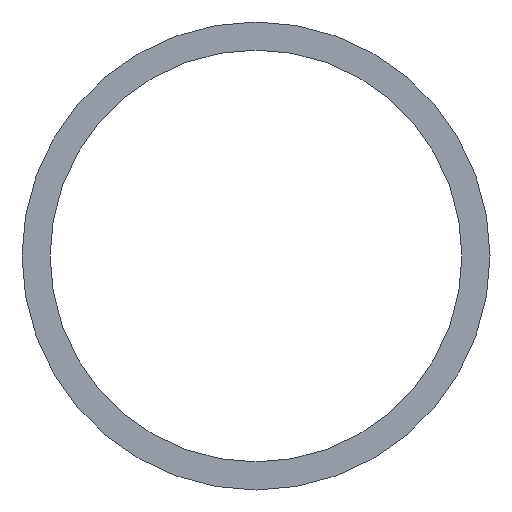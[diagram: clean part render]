
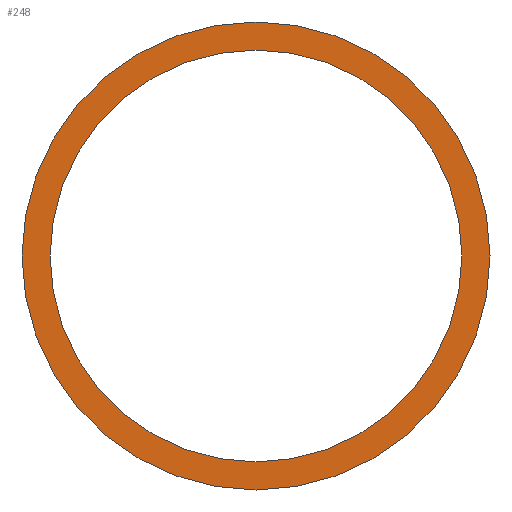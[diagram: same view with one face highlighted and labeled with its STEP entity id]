
A CAD part, front view. The second image highlights one B-rep face of the part: STEP entity #248.
In plain terms, the highlighted planar face has unit normal (0, -1, 0).
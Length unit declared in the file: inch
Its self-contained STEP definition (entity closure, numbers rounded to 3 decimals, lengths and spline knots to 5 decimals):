
#10 = CARTESIAN_POINT ( 'NONE',  ( 0., 0., 0. ) ) ;
#26 = DIRECTION ( 'NONE',  ( 0., 0., 1. ) ) ;
#28 = VERTEX_POINT ( 'NONE', #70 ) ;
#48 = DIRECTION ( 'NONE',  ( 0., 0., 1. ) ) ;
#65 = DIRECTION ( 'NONE',  ( 0., 1., 0. ) ) ;
#66 = CARTESIAN_POINT ( 'NONE',  ( 0., 0., 0. ) ) ;
#70 = CARTESIAN_POINT ( 'NONE',  ( 0., 0., -0.43985 ) ) ;
#76 = DIRECTION ( 'NONE',  ( 0., 1., 0. ) ) ;
#79 = DIRECTION ( 'NONE',  ( 0., 0., 1. ) ) ;
#81 = DIRECTION ( 'NONE',  ( 0., 1., 0. ) ) ;
#82 = CIRCLE ( 'NONE', #130, 0.49985 ) ;
#89 = FACE_BOUND ( 'NONE', #96, .T. ) ;
#96 = EDGE_LOOP ( 'NONE', ( #153, #100 ) ) ;
#98 = CARTESIAN_POINT ( 'NONE',  ( 0., 0., 0. ) ) ;
#99 = PLANE ( 'NONE',  #109 ) ;
#100 = ORIENTED_EDGE ( 'NONE', *, *, #235, .T. ) ;
#109 = AXIS2_PLACEMENT_3D ( 'NONE', #10, #76, #225 ) ;
#114 = AXIS2_PLACEMENT_3D ( 'NONE', #66, #65, #48 ) ;
#118 = CARTESIAN_POINT ( 'NONE',  ( 0., 0., -0.49985 ) ) ;
#123 = AXIS2_PLACEMENT_3D ( 'NONE', #201, #237, #26 ) ;
#126 = CARTESIAN_POINT ( 'NONE',  ( 0., 0., 0.43985 ) ) ;
#130 = AXIS2_PLACEMENT_3D ( 'NONE', #98, #81, #79 ) ;
#134 = AXIS2_PLACEMENT_3D ( 'NONE', #185, #165, #142 ) ;
#142 = DIRECTION ( 'NONE',  ( 0., 0., 1. ) ) ;
#144 = CIRCLE ( 'NONE', #114, 0.49985 ) ;
#152 = VERTEX_POINT ( 'NONE', #126 ) ;
#153 = ORIENTED_EDGE ( 'NONE', *, *, #223, .T. ) ;
#158 = FACE_OUTER_BOUND ( 'NONE', #182, .T. ) ;
#165 = DIRECTION ( 'NONE',  ( 0., 1., 0. ) ) ;
#182 = EDGE_LOOP ( 'NONE', ( #213, #199 ) ) ;
#185 = CARTESIAN_POINT ( 'NONE',  ( 0., 0., 0. ) ) ;
#194 = CIRCLE ( 'NONE', #123, 0.43985 ) ;
#199 = ORIENTED_EDGE ( 'NONE', *, *, #231, .F. ) ;
#201 = CARTESIAN_POINT ( 'NONE',  ( 0., 0., 0. ) ) ;
#213 = ORIENTED_EDGE ( 'NONE', *, *, #244, .F. ) ;
#221 = CIRCLE ( 'NONE', #134, 0.43985 ) ;
#222 = CARTESIAN_POINT ( 'NONE',  ( 0., 0., 0.49985 ) ) ;
#223 = EDGE_CURVE ( 'NONE', #28, #152, #221, .T. ) ;
#225 = DIRECTION ( 'NONE',  ( 0., 0., 1. ) ) ;
#231 = EDGE_CURVE ( 'NONE', #238, #234, #82, .T. ) ;
#234 = VERTEX_POINT ( 'NONE', #118 ) ;
#235 = EDGE_CURVE ( 'NONE', #152, #28, #194, .T. ) ;
#237 = DIRECTION ( 'NONE',  ( 0., 1., 0. ) ) ;
#238 = VERTEX_POINT ( 'NONE', #222 ) ;
#244 = EDGE_CURVE ( 'NONE', #234, #238, #144, .T. ) ;
#248 = ADVANCED_FACE ( 'NONE', ( #158, #89 ), #99, .F. ) ;
